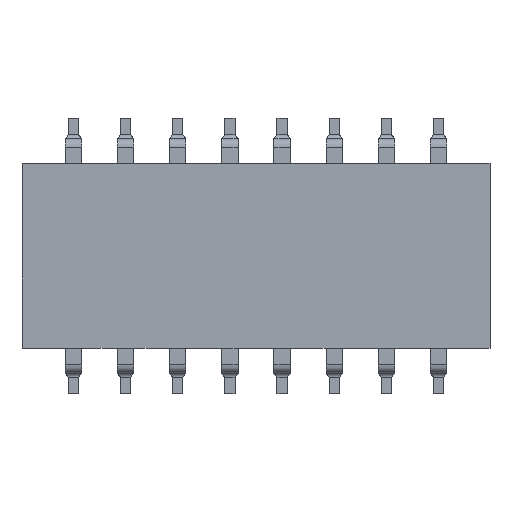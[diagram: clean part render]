
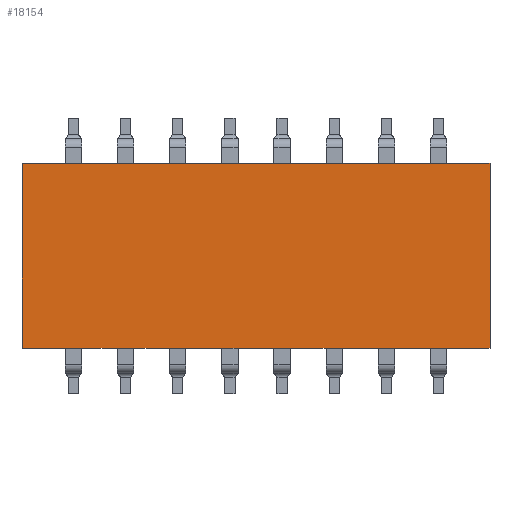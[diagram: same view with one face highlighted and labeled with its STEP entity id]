
A CAD part, top view. The second image highlights one B-rep face of the part: STEP entity #18154.
In plain terms, the highlighted face is planar.
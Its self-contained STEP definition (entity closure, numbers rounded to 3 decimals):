
#18022=CARTESIAN_POINT('',(5.695,-2.25,0.0));
#18023=VERTEX_POINT('',#18022);
#18030=CARTESIAN_POINT('',(5.695,2.25,0.0));
#18031=VERTEX_POINT('',#18030);
#18032=CARTESIAN_POINT('',(5.695,2.25,0.0));
#18033=DIRECTION('',(0.0,-1.0,0.0));
#18034=VECTOR('',#18033,4.5);
#18035=LINE('',#18032,#18034);
#18036=EDGE_CURVE('',#18031,#18023,#18035,.T.);
#18060=CARTESIAN_POINT('',(-5.695,-2.25,0.0));
#18061=VERTEX_POINT('',#18060);
#18068=CARTESIAN_POINT('',(5.695,-2.25,0.0));
#18069=DIRECTION('',(-1.0,0.0,0.0));
#18070=VECTOR('',#18069,11.39);
#18071=LINE('',#18068,#18070);
#18072=EDGE_CURVE('',#18023,#18061,#18071,.T.);
#18091=CARTESIAN_POINT('',(-5.695,2.25,0.0));
#18092=VERTEX_POINT('',#18091);
#18099=CARTESIAN_POINT('',(-5.695,-2.25,0.0));
#18100=DIRECTION('',(0.0,1.0,0.0));
#18101=VECTOR('',#18100,4.5);
#18102=LINE('',#18099,#18101);
#18103=EDGE_CURVE('',#18061,#18092,#18102,.T.);
#18121=CARTESIAN_POINT('',(-5.695,2.25,0.0));
#18122=DIRECTION('',(1.0,0.0,0.0));
#18123=VECTOR('',#18122,11.39);
#18124=LINE('',#18121,#18123);
#18125=EDGE_CURVE('',#18092,#18031,#18124,.T.);
#18143=CARTESIAN_POINT('',(0.,0.,0.0));
#18144=DIRECTION('',(0.0,0.0,1.0));
#18145=DIRECTION('',(1.0,0.0,0.0));
#18146=AXIS2_PLACEMENT_3D('',#18143,#18144,#18145);
#18147=PLANE('',#18146);
#18148=ORIENTED_EDGE('',*,*,#18125,.T.);
#18149=ORIENTED_EDGE('',*,*,#18036,.T.);
#18150=ORIENTED_EDGE('',*,*,#18072,.T.);
#18151=ORIENTED_EDGE('',*,*,#18103,.T.);
#18152=EDGE_LOOP('',(#18148,#18149,#18150,#18151));
#18153=FACE_OUTER_BOUND('',#18152,.T.);
#18154=ADVANCED_FACE('',(#18153),#18147,.F.);
